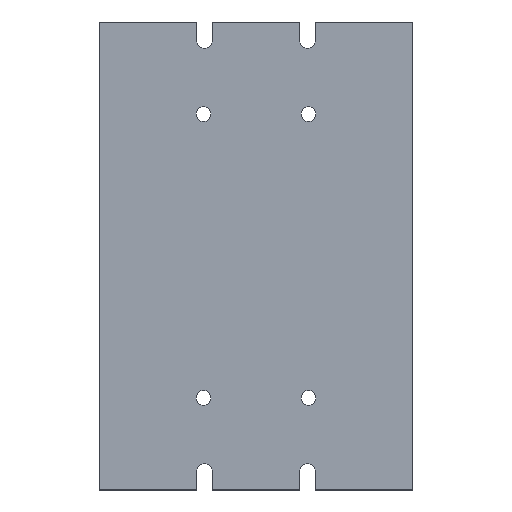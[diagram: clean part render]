
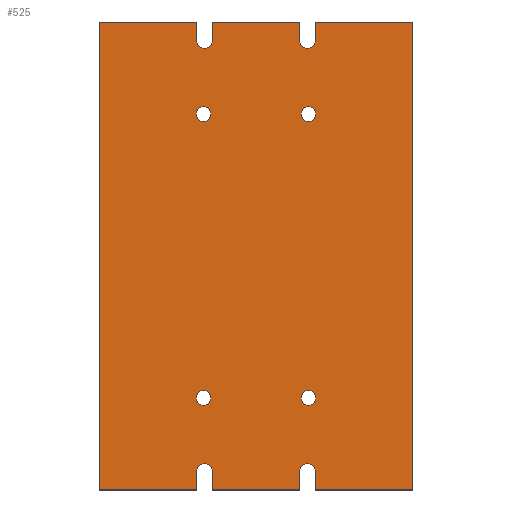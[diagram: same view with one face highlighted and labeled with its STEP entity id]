
A CAD part, top view. The second image highlights one B-rep face of the part: STEP entity #525.
In plain terms, the highlighted planar face has unit normal (0, 0, 1).
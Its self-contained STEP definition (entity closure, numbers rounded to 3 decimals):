
#15=FACE_BOUND('',#92,.T.);
#16=FACE_BOUND('',#93,.T.);
#17=FACE_BOUND('',#94,.T.);
#18=FACE_BOUND('',#95,.T.);
#39=PLANE('',#581);
#65=FACE_OUTER_BOUND('',#91,.T.);
#91=EDGE_LOOP('',(#445,#446,#447,#448,#449,#450,#451,#452,#453,#454,#455,
#456,#457,#458,#459,#460,#461,#462,#463,#464));
#92=EDGE_LOOP('',(#465));
#93=EDGE_LOOP('',(#466));
#94=EDGE_LOOP('',(#467));
#95=EDGE_LOOP('',(#468));
#108=LINE('',#763,#164);
#111=LINE('',#769,#167);
#114=LINE('',#775,#170);
#117=LINE('',#781,#173);
#120=LINE('',#787,#176);
#124=LINE('',#799,#180);
#127=LINE('',#805,#183);
#130=LINE('',#811,#186);
#134=LINE('',#823,#190);
#137=LINE('',#829,#193);
#140=LINE('',#835,#196);
#143=LINE('',#841,#199);
#146=LINE('',#847,#202);
#150=LINE('',#859,#206);
#153=LINE('',#865,#209);
#156=LINE('',#869,#212);
#164=VECTOR('',#624,10.);
#167=VECTOR('',#629,10.);
#170=VECTOR('',#634,10.);
#173=VECTOR('',#639,10.);
#176=VECTOR('',#644,10.);
#180=VECTOR('',#656,10.);
#183=VECTOR('',#661,10.);
#186=VECTOR('',#666,10.);
#190=VECTOR('',#678,10.);
#193=VECTOR('',#683,10.);
#196=VECTOR('',#688,10.);
#199=VECTOR('',#693,10.);
#202=VECTOR('',#698,10.);
#206=VECTOR('',#710,10.);
#209=VECTOR('',#715,10.);
#212=VECTOR('',#720,10.);
#213=CIRCLE('',#542,2.);
#215=CIRCLE('',#545,2.);
#217=CIRCLE('',#548,2.);
#219=CIRCLE('',#551,2.);
#222=CIRCLE('',#555,2.1);
#224=CIRCLE('',#563,2.1);
#226=CIRCLE('',#569,2.1);
#228=CIRCLE('',#577,2.1);
#229=VERTEX_POINT('',#727);
#231=VERTEX_POINT('',#733);
#233=VERTEX_POINT('',#739);
#235=VERTEX_POINT('',#745);
#239=VERTEX_POINT('',#754);
#240=VERTEX_POINT('',#756);
#242=VERTEX_POINT('',#762);
#244=VERTEX_POINT('',#768);
#246=VERTEX_POINT('',#774);
#248=VERTEX_POINT('',#780);
#250=VERTEX_POINT('',#786);
#252=VERTEX_POINT('',#792);
#254=VERTEX_POINT('',#798);
#256=VERTEX_POINT('',#804);
#258=VERTEX_POINT('',#810);
#260=VERTEX_POINT('',#816);
#262=VERTEX_POINT('',#822);
#264=VERTEX_POINT('',#828);
#266=VERTEX_POINT('',#834);
#268=VERTEX_POINT('',#840);
#270=VERTEX_POINT('',#846);
#272=VERTEX_POINT('',#852);
#274=VERTEX_POINT('',#858);
#276=VERTEX_POINT('',#864);
#277=EDGE_CURVE('',#229,#229,#213,.T.);
#280=EDGE_CURVE('',#231,#231,#215,.T.);
#283=EDGE_CURVE('',#233,#233,#217,.T.);
#286=EDGE_CURVE('',#235,#235,#219,.T.);
#291=EDGE_CURVE('',#240,#239,#222,.T.);
#294=EDGE_CURVE('',#242,#240,#108,.T.);
#297=EDGE_CURVE('',#244,#242,#111,.T.);
#300=EDGE_CURVE('',#246,#244,#114,.T.);
#303=EDGE_CURVE('',#248,#246,#117,.T.);
#306=EDGE_CURVE('',#250,#248,#120,.T.);
#309=EDGE_CURVE('',#252,#250,#224,.T.);
#312=EDGE_CURVE('',#254,#252,#124,.T.);
#315=EDGE_CURVE('',#256,#254,#127,.T.);
#318=EDGE_CURVE('',#258,#256,#130,.T.);
#321=EDGE_CURVE('',#260,#258,#226,.T.);
#324=EDGE_CURVE('',#262,#260,#134,.T.);
#327=EDGE_CURVE('',#264,#262,#137,.T.);
#330=EDGE_CURVE('',#266,#264,#140,.T.);
#333=EDGE_CURVE('',#268,#266,#143,.T.);
#336=EDGE_CURVE('',#270,#268,#146,.T.);
#339=EDGE_CURVE('',#272,#270,#228,.T.);
#342=EDGE_CURVE('',#274,#272,#150,.T.);
#345=EDGE_CURVE('',#276,#274,#153,.T.);
#348=EDGE_CURVE('',#239,#276,#156,.T.);
#445=ORIENTED_EDGE('',*,*,#348,.T.);
#446=ORIENTED_EDGE('',*,*,#345,.T.);
#447=ORIENTED_EDGE('',*,*,#342,.T.);
#448=ORIENTED_EDGE('',*,*,#339,.T.);
#449=ORIENTED_EDGE('',*,*,#336,.T.);
#450=ORIENTED_EDGE('',*,*,#333,.T.);
#451=ORIENTED_EDGE('',*,*,#330,.T.);
#452=ORIENTED_EDGE('',*,*,#327,.T.);
#453=ORIENTED_EDGE('',*,*,#324,.T.);
#454=ORIENTED_EDGE('',*,*,#321,.T.);
#455=ORIENTED_EDGE('',*,*,#318,.T.);
#456=ORIENTED_EDGE('',*,*,#315,.T.);
#457=ORIENTED_EDGE('',*,*,#312,.T.);
#458=ORIENTED_EDGE('',*,*,#309,.T.);
#459=ORIENTED_EDGE('',*,*,#306,.T.);
#460=ORIENTED_EDGE('',*,*,#303,.T.);
#461=ORIENTED_EDGE('',*,*,#300,.T.);
#462=ORIENTED_EDGE('',*,*,#297,.T.);
#463=ORIENTED_EDGE('',*,*,#294,.T.);
#464=ORIENTED_EDGE('',*,*,#291,.T.);
#465=ORIENTED_EDGE('',*,*,#286,.T.);
#466=ORIENTED_EDGE('',*,*,#283,.T.);
#467=ORIENTED_EDGE('',*,*,#280,.T.);
#468=ORIENTED_EDGE('',*,*,#277,.T.);
#525=ADVANCED_FACE('',(#65,#15,#16,#17,#18),#39,.T.);
#542=AXIS2_PLACEMENT_3D('',#728,#587,#588);
#545=AXIS2_PLACEMENT_3D('',#734,#594,#595);
#548=AXIS2_PLACEMENT_3D('',#740,#601,#602);
#551=AXIS2_PLACEMENT_3D('',#746,#608,#609);
#555=AXIS2_PLACEMENT_3D('',#757,#618,#619);
#563=AXIS2_PLACEMENT_3D('',#793,#650,#651);
#569=AXIS2_PLACEMENT_3D('',#817,#672,#673);
#577=AXIS2_PLACEMENT_3D('',#853,#704,#705);
#581=AXIS2_PLACEMENT_3D('',#870,#721,#722);
#587=DIRECTION('center_axis',(0.,0.,-1.));
#588=DIRECTION('ref_axis',(1.,0.,0.));
#594=DIRECTION('center_axis',(0.,0.,-1.));
#595=DIRECTION('ref_axis',(1.,0.,0.));
#601=DIRECTION('center_axis',(0.,0.,-1.));
#602=DIRECTION('ref_axis',(1.,0.,0.));
#608=DIRECTION('center_axis',(0.,0.,-1.));
#609=DIRECTION('ref_axis',(1.,0.,0.));
#618=DIRECTION('center_axis',(0.,0.,-1.));
#619=DIRECTION('ref_axis',(-1.,0.,0.));
#624=DIRECTION('',(0.,-1.,0.));
#629=DIRECTION('',(-1.,0.,0.));
#634=DIRECTION('',(0.,1.,0.));
#639=DIRECTION('',(1.,0.,0.));
#644=DIRECTION('',(0.,-1.,0.));
#650=DIRECTION('center_axis',(0.,0.,-1.));
#651=DIRECTION('ref_axis',(1.,0.,0.));
#656=DIRECTION('',(0.,1.,0.));
#661=DIRECTION('',(1.,0.,0.));
#666=DIRECTION('',(0.,-1.,0.));
#672=DIRECTION('center_axis',(0.,0.,-1.));
#673=DIRECTION('ref_axis',(1.,0.,0.));
#678=DIRECTION('',(0.,1.,0.));
#683=DIRECTION('',(1.,0.,0.));
#688=DIRECTION('',(0.,-1.,0.));
#693=DIRECTION('',(-1.,0.,0.));
#698=DIRECTION('',(0.,1.,0.));
#704=DIRECTION('center_axis',(0.,0.,-1.));
#705=DIRECTION('ref_axis',(-1.,0.,0.));
#710=DIRECTION('',(0.,-1.,0.));
#715=DIRECTION('',(-1.,0.,0.));
#720=DIRECTION('',(0.,1.,0.));
#721=DIRECTION('center_axis',(0.,0.,1.));
#722=DIRECTION('ref_axis',(1.,0.,0.));
#727=CARTESIAN_POINT('',(12.25,-38.5,3.));
#728=CARTESIAN_POINT('Origin',(14.25,-38.5,3.));
#733=CARTESIAN_POINT('',(-16.25,38.5,3.));
#734=CARTESIAN_POINT('Origin',(-14.25,38.5,3.));
#739=CARTESIAN_POINT('',(-16.25,-38.5,3.));
#740=CARTESIAN_POINT('Origin',(-14.25,-38.5,3.));
#745=CARTESIAN_POINT('',(12.25,38.5,3.));
#746=CARTESIAN_POINT('Origin',(14.25,38.5,3.));
#754=CARTESIAN_POINT('',(11.9,58.5,3.));
#756=CARTESIAN_POINT('',(16.1,58.5,3.));
#757=CARTESIAN_POINT('Origin',(14.,58.5,3.));
#762=CARTESIAN_POINT('',(16.1,63.5,3.));
#763=CARTESIAN_POINT('',(16.1,58.5,3.));
#768=CARTESIAN_POINT('',(42.5,63.5,3.));
#769=CARTESIAN_POINT('',(42.5,63.5,3.));
#774=CARTESIAN_POINT('',(42.5,-63.5,3.));
#775=CARTESIAN_POINT('',(42.5,-63.5,3.));
#780=CARTESIAN_POINT('',(16.1,-63.5,3.));
#781=CARTESIAN_POINT('',(16.1,-63.5,3.));
#786=CARTESIAN_POINT('',(16.1,-58.5,3.));
#787=CARTESIAN_POINT('',(16.1,-58.5,3.));
#792=CARTESIAN_POINT('',(11.9,-58.5,3.));
#793=CARTESIAN_POINT('Origin',(14.,-58.5,3.));
#798=CARTESIAN_POINT('',(11.9,-63.5,3.));
#799=CARTESIAN_POINT('',(11.9,-63.5,3.));
#804=CARTESIAN_POINT('',(-11.9,-63.5,3.));
#805=CARTESIAN_POINT('',(-11.9,-63.5,3.));
#810=CARTESIAN_POINT('',(-11.9,-58.5,3.));
#811=CARTESIAN_POINT('',(-11.9,-63.5,3.));
#816=CARTESIAN_POINT('',(-16.1,-58.5,3.));
#817=CARTESIAN_POINT('Origin',(-14.,-58.5,3.));
#822=CARTESIAN_POINT('',(-16.1,-63.5,3.));
#823=CARTESIAN_POINT('',(-16.1,-58.5,3.));
#828=CARTESIAN_POINT('',(-42.5,-63.5,3.));
#829=CARTESIAN_POINT('',(-42.5,-63.5,3.));
#834=CARTESIAN_POINT('',(-42.5,63.5,3.));
#835=CARTESIAN_POINT('',(-42.5,63.5,3.));
#840=CARTESIAN_POINT('',(-16.1,63.5,3.));
#841=CARTESIAN_POINT('',(-16.1,63.5,3.));
#846=CARTESIAN_POINT('',(-16.1,58.5,3.));
#847=CARTESIAN_POINT('',(-16.1,58.5,3.));
#852=CARTESIAN_POINT('',(-11.9,58.5,3.));
#853=CARTESIAN_POINT('Origin',(-14.,58.5,3.));
#858=CARTESIAN_POINT('',(-11.9,63.5,3.));
#859=CARTESIAN_POINT('',(-11.9,63.5,3.));
#864=CARTESIAN_POINT('',(11.9,63.5,3.));
#865=CARTESIAN_POINT('',(11.9,63.5,3.));
#869=CARTESIAN_POINT('',(11.9,63.5,3.));
#870=CARTESIAN_POINT('Origin',(0.,0.,3.));
